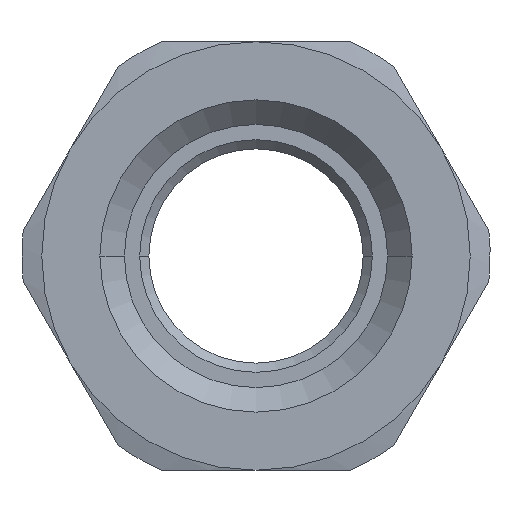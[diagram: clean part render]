
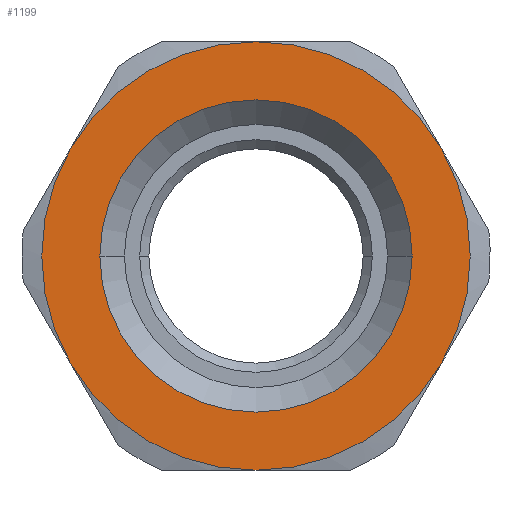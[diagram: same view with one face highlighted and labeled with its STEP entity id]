
A CAD part, front view. The second image highlights one B-rep face of the part: STEP entity #1199.
In plain terms, the highlighted planar face has unit normal (0, -1, 0).
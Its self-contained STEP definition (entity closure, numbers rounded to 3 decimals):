
#2=CARTESIAN_POINT('',(0.,0.,
7.));
#73=CARTESIAN_POINT('',(0.,0.,
-7.));
#134=CARTESIAN_POINT('',(0.,0.,0.));
#135=DIRECTION('',(0.,1.,0.));
#136=DIRECTION('',(-1.,0.,0.));
#137=AXIS2_PLACEMENT_3D('',#134,#135,#136);
#139=CARTESIAN_POINT('',(0.,0.,0.));
#140=DIRECTION('',(0.,1.,0.));
#141=DIRECTION('',(1.,0.,0.));
#142=AXIS2_PLACEMENT_3D('',#139,#140,#141);
#144=CARTESIAN_POINT('',(0.,0.,0.));
#145=DIRECTION('',(0.,1.,0.));
#146=DIRECTION('',(0.,0.,1.));
#147=AXIS2_PLACEMENT_3D('',#144,#145,#146);
#149=CARTESIAN_POINT('',(0.,0.,0.));
#150=DIRECTION('',(0.,1.,0.));
#151=DIRECTION('',(0.866,0.,0.5));
#152=AXIS2_PLACEMENT_3D('',#149,#150,#151);
#154=CARTESIAN_POINT('',(0.,0.,0.));
#155=DIRECTION('',(0.,1.,0.));
#156=DIRECTION('',(0.866,0.,-0.5));
#157=AXIS2_PLACEMENT_3D('',#154,#155,#156);
#159=CARTESIAN_POINT('',(0.,0.,0.));
#160=DIRECTION('',(0.,1.,0.));
#161=DIRECTION('',(0.,0.,-1.));
#162=AXIS2_PLACEMENT_3D('',#159,#160,#161);
#164=CARTESIAN_POINT('',(0.,0.,0.));
#165=DIRECTION('',(0.,1.,0.));
#166=DIRECTION('',(-0.866,0.,-0.5));
#167=AXIS2_PLACEMENT_3D('',#164,#165,#166);
#169=CARTESIAN_POINT('',(0.,0.,0.));
#170=DIRECTION('',(0.,1.,0.));
#171=DIRECTION('',(-0.866,0.,0.5));
#172=AXIS2_PLACEMENT_3D('',#169,#170,#171);
#606=CARTESIAN_POINT('',(-6.062,0.,
3.5));
#638=CARTESIAN_POINT('',(-6.062,0.,
-3.5));
#670=CARTESIAN_POINT('',(6.062,0.,
-3.5));
#702=CARTESIAN_POINT('',(6.062,0.,
3.5));
#778=CARTESIAN_POINT('',(-5.1,0.,0.));
#779=VERTEX_POINT('',#778);
#780=CARTESIAN_POINT('',(5.1,0.,0.));
#781=VERTEX_POINT('',#780);
#858=VERTEX_POINT('',#2);
#862=VERTEX_POINT('',#606);
#865=VERTEX_POINT('',#638);
#868=VERTEX_POINT('',#73);
#871=VERTEX_POINT('',#670);
#874=VERTEX_POINT('',#702);
#1180=CARTESIAN_POINT('',(0.,0.,0.));
#1181=DIRECTION('',(0.,1.,0.));
#1182=DIRECTION('',(0.,0.,1.));
#1183=AXIS2_PLACEMENT_3D('',#1180,#1181,#1182);
#1184=PLANE('',#1183);
#1185=ORIENTED_EDGE('',*,*,#906,.T.);
#1186=ORIENTED_EDGE('',*,*,#934,.T.);
#1187=ORIENTED_EDGE('',*,*,#918,.T.);
#1188=ORIENTED_EDGE('',*,*,#1173,.T.);
#1189=ORIENTED_EDGE('',*,*,#1158,.T.);
#1190=ORIENTED_EDGE('',*,*,#1143,.T.);
#1191=EDGE_LOOP('',(#1185,#1186,#1187,#1188,#1189,#1190));
#1192=FACE_OUTER_BOUND('',#1191,.F.);
#1194=ORIENTED_EDGE('',*,*,#1193,.F.);
#1196=ORIENTED_EDGE('',*,*,#1195,.F.);
#1197=EDGE_LOOP('',(#1194,#1196));
#1198=FACE_BOUND('',#1197,.F.);
#1199=ADVANCED_FACE('',(#1192,#1198),#1184,.F.);
#138=CIRCLE('',#137,5.1);
#143=CIRCLE('',#142,5.1);
#148=CIRCLE('',#147,7.);
#153=CIRCLE('',#152,7.);
#158=CIRCLE('',#157,7.);
#163=CIRCLE('',#162,7.);
#168=CIRCLE('',#167,7.);
#173=CIRCLE('',#172,7.);
#906=EDGE_CURVE('',#858,#874,#148,.T.);
#918=EDGE_CURVE('',#871,#868,#158,.T.);
#934=EDGE_CURVE('',#874,#871,#153,.T.);
#1143=EDGE_CURVE('',#862,#858,#173,.T.);
#1158=EDGE_CURVE('',#865,#862,#168,.T.);
#1173=EDGE_CURVE('',#868,#865,#163,.T.);
#1193=EDGE_CURVE('',#779,#781,#138,.T.);
#1195=EDGE_CURVE('',#781,#779,#143,.T.);
